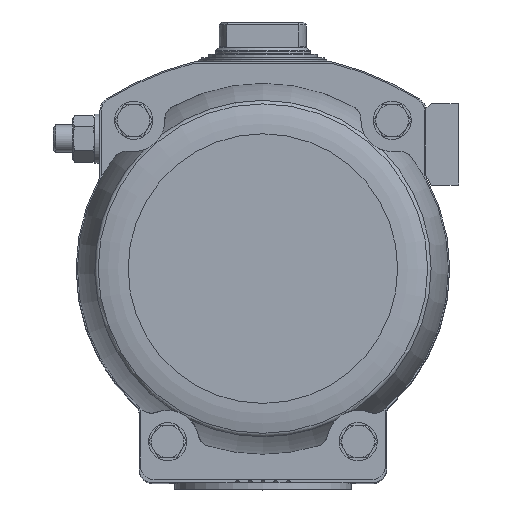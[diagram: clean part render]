
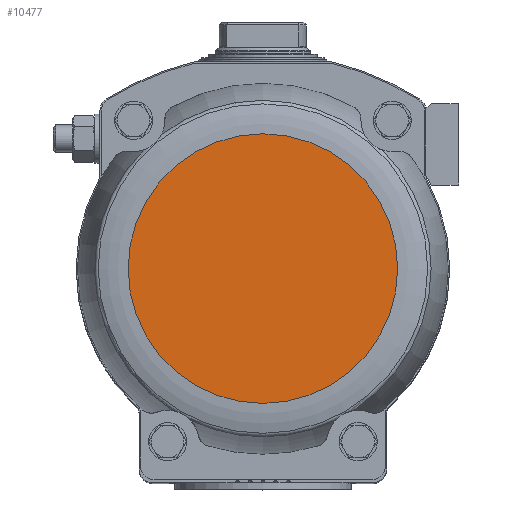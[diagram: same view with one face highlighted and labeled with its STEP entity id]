
A CAD part, top view. The second image highlights one B-rep face of the part: STEP entity #10477.
In plain terms, the highlighted planar face has unit normal (0, 0, 1).
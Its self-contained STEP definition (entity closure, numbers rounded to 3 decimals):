
#430=PLANE('',#11562);
#3649=ORIENTED_EDGE('',*,*,#5894,.T.);
#5894=EDGE_CURVE('',#7166,#7166,#7893,.T.);
#7166=VERTEX_POINT('',#17612);
#7893=CIRCLE('',#11561,99.019);
#8580=EDGE_LOOP('',(#3649));
#9506=FACE_BOUND('',#8580,.T.);
#10477=ADVANCED_FACE('',(#9506),#430,.F.);
#11561=AXIS2_PLACEMENT_3D('',#17611,#13867,#13868);
#11562=AXIS2_PLACEMENT_3D('',#17613,#13869,#13870);
#13867=DIRECTION('',(0.,0.,1.));
#13868=DIRECTION('',(1.,0.,0.));
#13869=DIRECTION('',(0.,0.,-1.));
#13870=DIRECTION('',(-1.,0.,0.));
#17611=CARTESIAN_POINT('',(0.,0.,318.));
#17612=CARTESIAN_POINT('',(99.019,0.,318.));
#17613=CARTESIAN_POINT('',(99.019,0.,318.));
